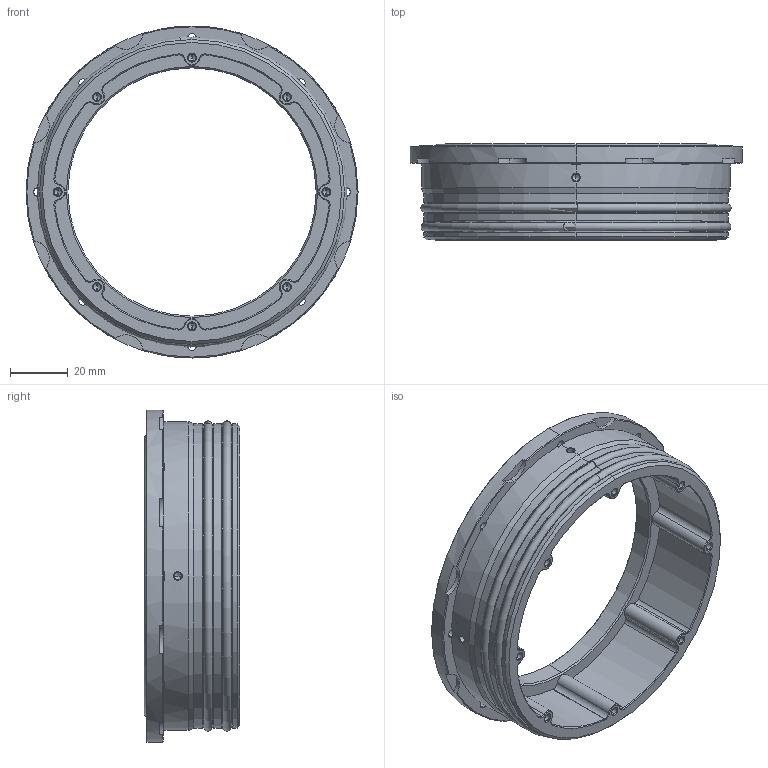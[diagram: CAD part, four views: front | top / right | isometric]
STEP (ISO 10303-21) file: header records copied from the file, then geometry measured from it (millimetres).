
FILE_DESCRIPTION (( 'STEP AP203' ), '1' );
FILE_NAME ('14010401-1151.STEP', '2023-10-04T07:47:31', ( '' ), ( '' ), 'SwSTEP 2.0', 'SolidWorks 2022', '' );
FILE_SCHEMA (( 'CONFIG_CONTROL_DESIGN' ));
Length unit declared in the file: millimetre
Products named in the file (1): 14010401-1151
Bounding box: 115 x 33.2 x 115 mm (x, y, z)
Volume: 77288.9 mm3; surface area: 32426.9 mm2
Topology: 1 solids, 1 shells, 262 faces, 688 edges, 413 vertices
Faces by surface type: cone 122, cylinder 109, plane 25, torus 6
Entity records: 8296 total; most frequent: CARTESIAN_POINT 1584, DIRECTION 1557, ORIENTED_EDGE 1328, EDGE_CURVE 664, AXIS2_PLACEMENT_3D 654, VERTEX_POINT 413, CIRCLE 391, EDGE_LOOP 289
